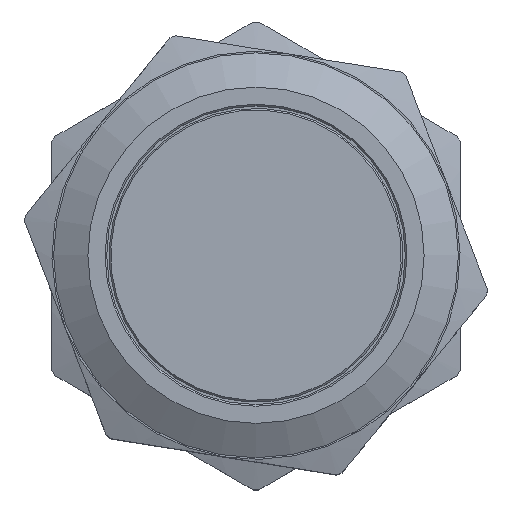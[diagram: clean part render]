
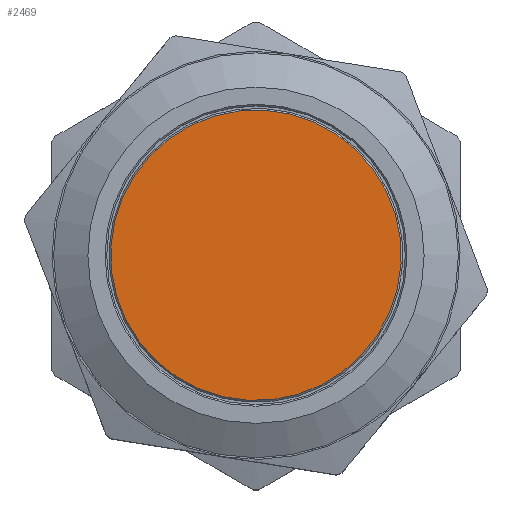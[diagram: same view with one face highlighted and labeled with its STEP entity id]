
A CAD part, top view. The second image highlights one B-rep face of the part: STEP entity #2469.
In plain terms, the highlighted planar face has unit normal (0, 0, 1).
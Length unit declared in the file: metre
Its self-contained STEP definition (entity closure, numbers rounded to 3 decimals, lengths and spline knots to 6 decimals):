
#2469 = ADVANCED_FACE( '', ( #4643 ), #4644, .F. );
#4643 = FACE_OUTER_BOUND( '', #7105, .T. );
#4644 = PLANE( '', #7106 );
#7105 = EDGE_LOOP( '', ( #8916 ) );
#7106 = AXIS2_PLACEMENT_3D( '', #8917, #8918, #8919 );
#8916 = ORIENTED_EDGE( '', *, *, #12132, .T. );
#8917 = CARTESIAN_POINT( '', ( 0., 0., 0.0012 ) );
#8918 = DIRECTION( '', ( 0., 0., -1. ) );
#8919 = DIRECTION( '', ( -1., 0., 0. ) );
#12132 = EDGE_CURVE( '', #13494, #13494, #13495, .F. );
#13494 = VERTEX_POINT( '', #15202 );
#13495 = CIRCLE( '', #15203, 0.0089 );
#15202 = CARTESIAN_POINT( '', ( -0.0089, 0., 0.0012 ) );
#15203 = AXIS2_PLACEMENT_3D( '', #16669, #16670, #16671 );
#16669 = CARTESIAN_POINT( '', ( 0., 0., 0.0012 ) );
#16670 = DIRECTION( '', ( 0., 0., -1. ) );
#16671 = DIRECTION( '', ( -1., 0., 0. ) );
